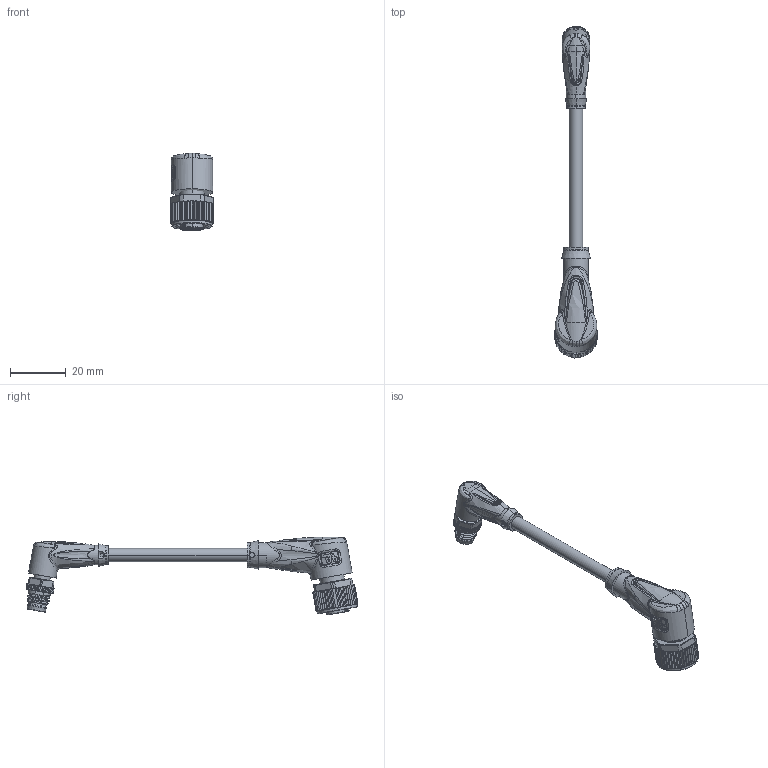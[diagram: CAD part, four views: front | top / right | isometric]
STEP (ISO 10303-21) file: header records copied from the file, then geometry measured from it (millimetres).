
FILE_DESCRIPTION(('STEP AP214'),'1');
FILE_NAME('cctmp_DF8301FF-4150-48B5-899C-9480EF4C956F_2022_04_27_10_32_23_0419..stp','2022-04-27T08:32:33',('KiM GmbH'),('CADClick - www.CADClick.com'),'Spatial InterOp 3D postprocessed',' ','unknown authorization');
FILE_SCHEMA(('AUTOMOTIVE_DESIGN'));
Length unit declared in the file: millimetre
Products named in the file (9): Connection2; Connection2_2; Connection2_1; T195720_1; Cable; Connection1; Connection1_2; Connection1_1; T195720
Assembly tree (8 placements, depth 4):
  T195720
    T195720_1
      Connection2
        Connection2_2
        Connection2_1
      Cable
      Connection1
        Connection1_2
        Connection1_1
Bounding box: 15.4 x 119.56 x 28.05 mm (x, y, z)
Volume: 9389.1 mm3; surface area: 7239.5 mm2
Topology: 7 solids, 29 shells, 1956 faces, 5123 edges, 3248 vertices
Faces by surface type: plane 904, cylinder 335, bspline 283, torus 250, cone 160, extrusion 16, sphere 8
Entity records: 103530 total; most frequent: CARTESIAN_POINT 48490, ORIENTED_EDGE 10172, DIRECTION 8618, EDGE_CURVE 5108, VERTEX_POINT 3248, AXIS2_PLACEMENT_3D 2998, STYLED_ITEM 2783, PRESENTATION_STYLE_ASSIGNMENT 2783
